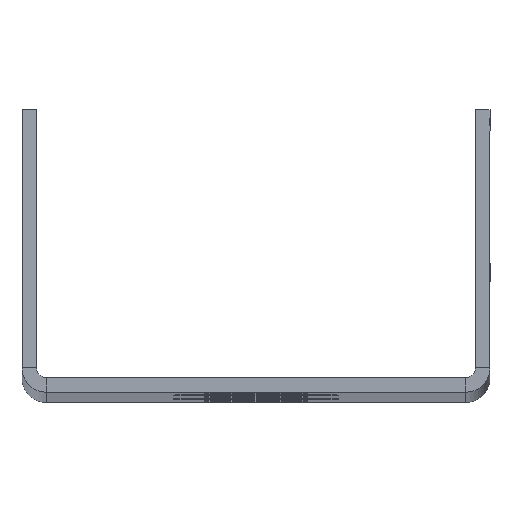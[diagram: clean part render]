
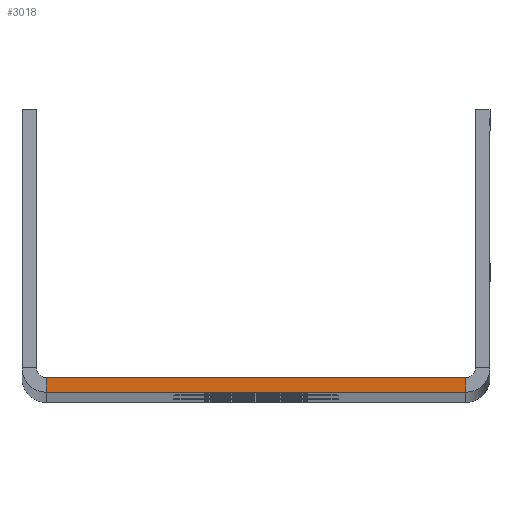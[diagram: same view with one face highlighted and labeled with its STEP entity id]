
A CAD part, top view. The second image highlights one B-rep face of the part: STEP entity #3018.
In plain terms, the highlighted planar face has unit normal (0, 0, 1).
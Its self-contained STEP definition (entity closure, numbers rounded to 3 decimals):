
#511 = AXIS2_PLACEMENT_3D ( 'NONE', #1673, #1613, #1625 ) ;
#863 = FACE_OUTER_BOUND ( 'NONE', #4034, .T. ) ;
#1034 = LINE ( 'NONE', #1494, #1038 ) ;
#1038 = VECTOR ( 'NONE', #1465, 1000. ) ;
#1051 = LINE ( 'NONE', #1367, #1053 ) ;
#1053 = VECTOR ( 'NONE', #1346, 1000. ) ;
#1122 = LINE ( 'NONE', #2395, #1126 ) ;
#1126 = VECTOR ( 'NONE', #2405, 1000. ) ;
#1144 = LINE ( 'NONE', #2335, #1146 ) ;
#1146 = VECTOR ( 'NONE', #2326, 1000. ) ;
#1220 = CARTESIAN_POINT ( 'NONE',  ( 21.5, 0., 600. ) ) ;
#1346 = DIRECTION ( 'NONE',  ( 0., 1., 0. ) ) ;
#1367 = CARTESIAN_POINT ( 'NONE',  ( 21.5, 0., 600. ) ) ;
#1459 = CARTESIAN_POINT ( 'NONE',  ( -21.5, 1.5, 600. ) ) ;
#1465 = DIRECTION ( 'NONE',  ( 0., -1., 0. ) ) ;
#1494 = CARTESIAN_POINT ( 'NONE',  ( -21.5, 1.5, 600. ) ) ;
#1582 = CARTESIAN_POINT ( 'NONE',  ( 21.5, 1.5, 600. ) ) ;
#1613 = DIRECTION ( 'NONE',  ( 0., 0., 1. ) ) ;
#1625 = DIRECTION ( 'NONE',  ( 1., 0., 0. ) ) ;
#1628 = PLANE ( 'NONE',  #511 ) ;
#1663 = CARTESIAN_POINT ( 'NONE',  ( -21.5, 0., 600. ) ) ;
#1673 = CARTESIAN_POINT ( 'NONE',  ( 24., 29., 600. ) ) ;
#2326 = DIRECTION ( 'NONE',  ( 1., 0., 0. ) ) ;
#2335 = CARTESIAN_POINT ( 'NONE',  ( 21.5, 1.5, 600. ) ) ;
#2395 = CARTESIAN_POINT ( 'NONE',  ( 24., 0., 600. ) ) ;
#2405 = DIRECTION ( 'NONE',  ( -1., 0., 0. ) ) ;
#3018 = ADVANCED_FACE ( 'NONE', ( #863 ), #1628, .T. ) ;
#3195 = VERTEX_POINT ( 'NONE', #1459 ) ;
#3280 = VERTEX_POINT ( 'NONE', #1663 ) ;
#3281 = VERTEX_POINT ( 'NONE', #1582 ) ;
#3285 = VERTEX_POINT ( 'NONE', #1220 ) ;
#3317 = ORIENTED_EDGE ( 'NONE', *, *, #3505, .F. ) ;
#3318 = ORIENTED_EDGE ( 'NONE', *, *, #3438, .T. ) ;
#3357 = ORIENTED_EDGE ( 'NONE', *, *, #3449, .T. ) ;
#3402 = ORIENTED_EDGE ( 'NONE', *, *, #3518, .F. ) ;
#3438 = EDGE_CURVE ( 'NONE', #3195, #3280, #1034, .T. ) ;
#3449 = EDGE_CURVE ( 'NONE', #3285, #3281, #1051, .T. ) ;
#3505 = EDGE_CURVE ( 'NONE', #3285, #3280, #1122, .T. ) ;
#3518 = EDGE_CURVE ( 'NONE', #3195, #3281, #1144, .T. ) ;
#4034 = EDGE_LOOP ( 'NONE', ( #3402, #3318, #3317, #3357 ) ) ;
